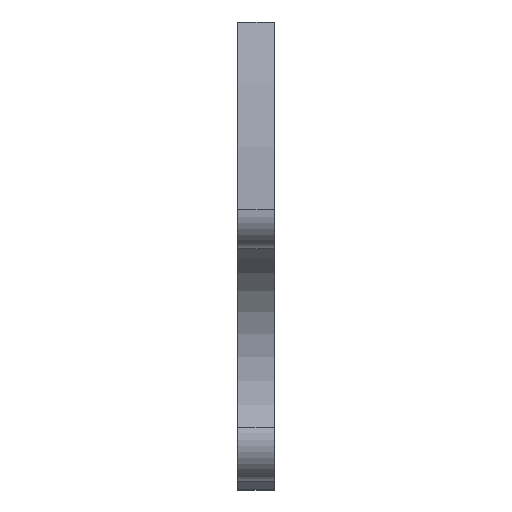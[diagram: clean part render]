
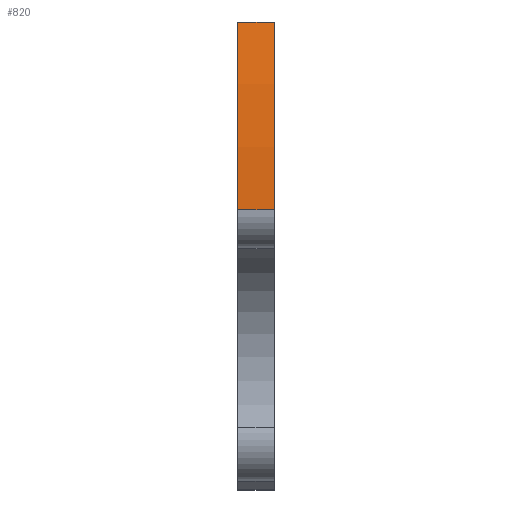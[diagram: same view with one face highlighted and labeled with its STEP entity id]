
A CAD part, left-side view. The second image highlights one B-rep face of the part: STEP entity #820.
In plain terms, the highlighted cylindrical face has radius 137.653 mm (diameter 275.305 mm), a partial arc.
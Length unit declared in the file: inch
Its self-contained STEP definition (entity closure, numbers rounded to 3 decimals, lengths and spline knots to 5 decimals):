
#15 = ORIENTED_EDGE ( 'NONE', *, *, #322, .T. ) ;
#55 = DIRECTION ( 'NONE',  ( 0., 1., 0. ) ) ;
#90 = CARTESIAN_POINT ( 'NONE',  ( -0.56997, 0.22, -0.38572 ) ) ;
#112 = CARTESIAN_POINT ( 'NONE',  ( 4.74787, 0.22, -1.42993 ) ) ;
#117 = VERTEX_POINT ( 'NONE', #727 ) ;
#125 = AXIS2_PLACEMENT_3D ( 'NONE', #753, #55, #659 ) ;
#133 = LINE ( 'NONE', #273, #465 ) ;
#135 = VERTEX_POINT ( 'NONE', #599 ) ;
#163 = DIRECTION ( 'NONE',  ( 0., -1., 0. ) ) ;
#207 = ORIENTED_EDGE ( 'NONE', *, *, #234, .F. ) ;
#234 = EDGE_CURVE ( 'NONE', #426, #381, #133, .T. ) ;
#256 = CIRCLE ( 'NONE', #125, 5.4194 ) ;
#273 = CARTESIAN_POINT ( 'NONE',  ( -0.56997, 0.22, -0.38572 ) ) ;
#302 = AXIS2_PLACEMENT_3D ( 'NONE', #112, #328, #671 ) ;
#316 = EDGE_LOOP ( 'NONE', ( #15, #207, #383, #393 ) ) ;
#322 = EDGE_CURVE ( 'NONE', #135, #381, #256, .T. ) ;
#328 = DIRECTION ( 'NONE',  ( 0., 1., 0. ) ) ;
#338 = EDGE_CURVE ( 'NONE', #117, #426, #348, .T. ) ;
#348 = CIRCLE ( 'NONE', #302, 5.4194 ) ;
#356 = CARTESIAN_POINT ( 'NONE',  ( -0.67089, 0.22, -1.51315 ) ) ;
#357 = VECTOR ( 'NONE', #765, 39.37008 ) ;
#374 = LINE ( 'NONE', #356, #357 ) ;
#381 = VERTEX_POINT ( 'NONE', #783 ) ;
#383 = ORIENTED_EDGE ( 'NONE', *, *, #338, .F. ) ;
#392 = CARTESIAN_POINT ( 'NONE',  ( 4.74787, 0.22, -1.42993 ) ) ;
#393 = ORIENTED_EDGE ( 'NONE', *, *, #411, .T. ) ;
#410 = CYLINDRICAL_SURFACE ( 'NONE', #503, 5.4194 ) ;
#411 = EDGE_CURVE ( 'NONE', #117, #135, #374, .T. ) ;
#426 = VERTEX_POINT ( 'NONE', #90 ) ;
#429 = FACE_OUTER_BOUND ( 'NONE', #316, .T. ) ;
#465 = VECTOR ( 'NONE', #808, 39.37008 ) ;
#503 = AXIS2_PLACEMENT_3D ( 'NONE', #392, #163, #757 ) ;
#599 = CARTESIAN_POINT ( 'NONE',  ( -0.67089, 0., -1.51315 ) ) ;
#659 = DIRECTION ( 'NONE',  ( 0., 0., 1. ) ) ;
#671 = DIRECTION ( 'NONE',  ( 0., 0., 1. ) ) ;
#727 = CARTESIAN_POINT ( 'NONE',  ( -0.67089, 0.22, -1.51315 ) ) ;
#753 = CARTESIAN_POINT ( 'NONE',  ( 4.74787, 0., -1.42993 ) ) ;
#757 = DIRECTION ( 'NONE',  ( 0., 0., -1. ) ) ;
#765 = DIRECTION ( 'NONE',  ( 0., -1., 0. ) ) ;
#783 = CARTESIAN_POINT ( 'NONE',  ( -0.56997, 0., -0.38572 ) ) ;
#808 = DIRECTION ( 'NONE',  ( 0., -1., 0. ) ) ;
#820 = ADVANCED_FACE ( 'NONE', ( #429 ), #410, .T. ) ;
